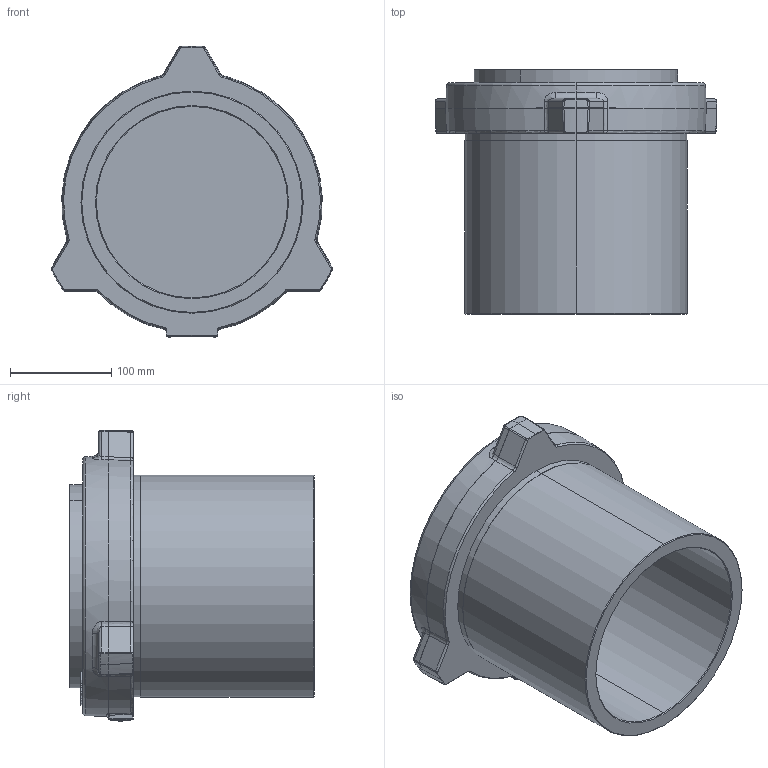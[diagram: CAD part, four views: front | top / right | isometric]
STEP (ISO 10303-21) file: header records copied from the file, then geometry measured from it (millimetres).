
FILE_DESCRIPTION (( 'STEP AP203' ), '1' );
FILE_NAME ('8 INCH 8150 HUC 8 INCH LG. (CDQL8).STEP', '2016-12-14T16:30:04', ( 'PCTech' ), ( 'Microsoft' ), 'SwSTEP 2.0', 'SolidWorks 2016', '' );
FILE_SCHEMA (( 'CONFIG_CONTROL_DESIGN' ));
Length unit declared in the file: inch
Products named in the file (1): 8 INCH 8150 HUC 8 INCH LG. (CDQL8)
Bounding box: 278.09 x 241.3 x 287.89 mm (x, y, z)
Volume: 4153214.8 mm3; surface area: 402642.3 mm2
Topology: 1 solids, 1 shells, 898 faces, 2339 edges, 1517 vertices
Faces by surface type: plane 478, bspline 322, cylinder 42, torus 26, cone 22, sphere 8
Entity records: 44012 total; most frequent: CARTESIAN_POINT 24111, ORIENTED_EDGE 4674, DIRECTION 3045, EDGE_CURVE 2337, VERTEX_POINT 1517, LINE 1447, VECTOR 1447, EDGE_LOOP 974
